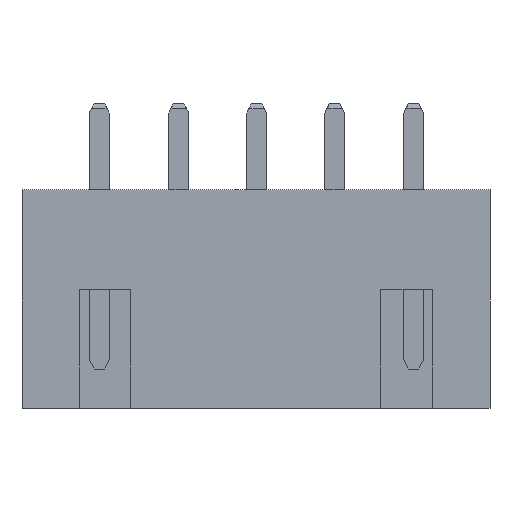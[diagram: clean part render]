
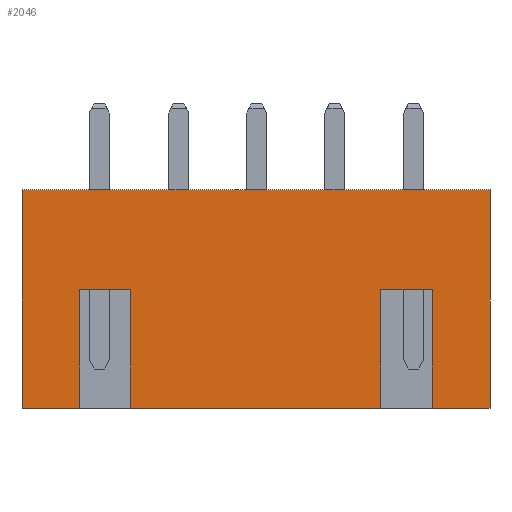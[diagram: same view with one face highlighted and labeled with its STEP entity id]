
A CAD part, front view. The second image highlights one B-rep face of the part: STEP entity #2046.
In plain terms, the highlighted planar face has unit normal (0, -1, 0).
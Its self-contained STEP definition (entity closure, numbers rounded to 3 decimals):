
#144=FACE_OUTER_BOUND('',#260,.T.);
#260=EDGE_LOOP('',(#1813,#1814,#1815,#1816,#1817,#1818,#1819,#1820,#1821,
#1822,#1823,#1824));
#423=LINE('',#3007,#701);
#427=LINE('',#3015,#705);
#436=LINE('',#3032,#714);
#448=LINE('',#3057,#726);
#450=LINE('',#3061,#728);
#477=LINE('',#3115,#755);
#506=LINE('',#3174,#784);
#522=LINE('',#3205,#800);
#524=LINE('',#3209,#802);
#528=LINE('',#3216,#806);
#529=LINE('',#3218,#807);
#539=LINE('',#3237,#817);
#701=VECTOR('',#2470,10.);
#705=VECTOR('',#2476,10.);
#714=VECTOR('',#2487,10.);
#726=VECTOR('',#2509,10.);
#728=VECTOR('',#2513,10.);
#755=VECTOR('',#2558,10.);
#784=VECTOR('',#2603,10.);
#800=VECTOR('',#2629,10.);
#802=VECTOR('',#2633,10.);
#806=VECTOR('',#2639,10.);
#807=VECTOR('',#2642,10.);
#817=VECTOR('',#2662,10.);
#925=VERTEX_POINT('',#3004);
#926=VERTEX_POINT('',#3006);
#929=VERTEX_POINT('',#3013);
#936=VERTEX_POINT('',#3030);
#944=VERTEX_POINT('',#3056);
#945=VERTEX_POINT('',#3060);
#963=VERTEX_POINT('',#3114);
#984=VERTEX_POINT('',#3172);
#985=VERTEX_POINT('',#3173);
#994=VERTEX_POINT('',#3202);
#995=VERTEX_POINT('',#3204);
#996=VERTEX_POINT('',#3208);
#1163=EDGE_CURVE('',#926,#925,#423,.T.);
#1167=EDGE_CURVE('',#929,#925,#427,.T.);
#1176=EDGE_CURVE('',#936,#929,#436,.T.);
#1188=EDGE_CURVE('',#944,#926,#448,.T.);
#1190=EDGE_CURVE('',#945,#944,#450,.T.);
#1217=EDGE_CURVE('',#963,#945,#477,.T.);
#1246=EDGE_CURVE('',#984,#985,#506,.T.);
#1262=EDGE_CURVE('',#994,#995,#522,.T.);
#1264=EDGE_CURVE('',#996,#995,#524,.T.);
#1268=EDGE_CURVE('',#994,#984,#528,.T.);
#1269=EDGE_CURVE('',#985,#963,#529,.T.);
#1279=EDGE_CURVE('',#936,#996,#539,.T.);
#1813=ORIENTED_EDGE('',*,*,#1279,.T.);
#1814=ORIENTED_EDGE('',*,*,#1264,.T.);
#1815=ORIENTED_EDGE('',*,*,#1262,.F.);
#1816=ORIENTED_EDGE('',*,*,#1268,.T.);
#1817=ORIENTED_EDGE('',*,*,#1246,.T.);
#1818=ORIENTED_EDGE('',*,*,#1269,.T.);
#1819=ORIENTED_EDGE('',*,*,#1217,.T.);
#1820=ORIENTED_EDGE('',*,*,#1190,.T.);
#1821=ORIENTED_EDGE('',*,*,#1188,.T.);
#1822=ORIENTED_EDGE('',*,*,#1163,.T.);
#1823=ORIENTED_EDGE('',*,*,#1167,.F.);
#1824=ORIENTED_EDGE('',*,*,#1176,.F.);
#1940=PLANE('',#2172);
#2046=ADVANCED_FACE('',(#144),#1940,.T.);
#2172=AXIS2_PLACEMENT_3D('',#3238,#2663,#2664);
#2470=DIRECTION('',(0.,0.,-1.));
#2476=DIRECTION('',(-1.,0.,0.));
#2487=DIRECTION('',(0.,0.,-1.));
#2509=DIRECTION('',(1.,0.,0.));
#2513=DIRECTION('',(0.,0.,1.));
#2558=DIRECTION('',(1.,0.,0.));
#2603=DIRECTION('',(1.,0.,0.));
#2629=DIRECTION('',(-1.,0.,0.));
#2633=DIRECTION('',(0.,0.,-1.));
#2639=DIRECTION('',(0.,0.,1.));
#2642=DIRECTION('',(0.,0.,-1.));
#2662=DIRECTION('',(-1.,0.,0.));
#2663=DIRECTION('center_axis',(0.,-1.,0.));
#2664=DIRECTION('ref_axis',(-1.,0.,0.));
#3004=CARTESIAN_POINT('',(-3.22,-2.85,-7.));
#3006=CARTESIAN_POINT('',(-3.22,-2.85,-3.2));
#3007=CARTESIAN_POINT('',(-3.22,-2.85,-1.6));
#3013=CARTESIAN_POINT('',(-1.37,-2.85,-7.));
#3015=CARTESIAN_POINT('',(-1.37,-2.85,-7.));
#3030=CARTESIAN_POINT('',(-1.37,-2.85,0.));
#3032=CARTESIAN_POINT('',(-1.37,-2.85,0.));
#3056=CARTESIAN_POINT('',(-4.87,-2.85,-3.2));
#3057=CARTESIAN_POINT('',(-4.195,-2.85,-3.2));
#3060=CARTESIAN_POINT('',(-4.87,-2.85,-7.));
#3061=CARTESIAN_POINT('',(-4.87,-2.85,-7.));
#3114=CARTESIAN_POINT('',(-12.88,-2.85,-7.));
#3115=CARTESIAN_POINT('',(-10.26,-2.85,-7.));
#3172=CARTESIAN_POINT('',(-14.52,-2.85,-3.2));
#3173=CARTESIAN_POINT('',(-12.88,-2.85,-3.2));
#3174=CARTESIAN_POINT('',(-11.695,-2.85,-3.2));
#3202=CARTESIAN_POINT('',(-14.52,-2.85,-7.));
#3204=CARTESIAN_POINT('',(-16.37,-2.85,-7.));
#3205=CARTESIAN_POINT('',(-8.87,-2.85,-7.));
#3208=CARTESIAN_POINT('',(-16.37,-2.85,0.));
#3209=CARTESIAN_POINT('',(-16.37,-2.85,0.));
#3216=CARTESIAN_POINT('',(-14.52,-2.85,-3.5));
#3218=CARTESIAN_POINT('',(-12.88,-2.85,0.));
#3237=CARTESIAN_POINT('',(-6.39,-2.85,0.));
#3238=CARTESIAN_POINT('Origin',(-3.77,-2.85,0.));
